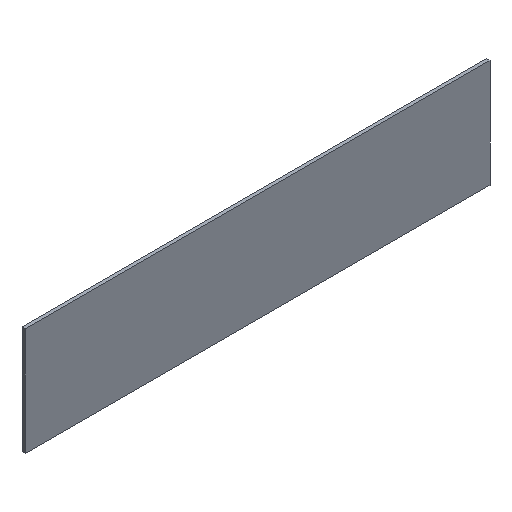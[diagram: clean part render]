
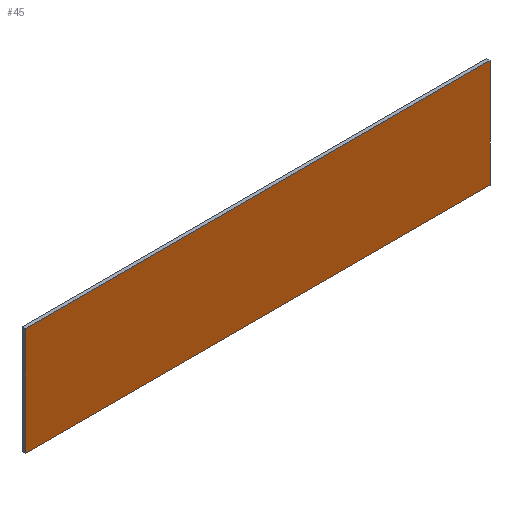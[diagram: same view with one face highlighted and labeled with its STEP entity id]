
A CAD part, isometric view. The second image highlights one B-rep face of the part: STEP entity #45.
In plain terms, the highlighted planar face has unit normal (0, -1, 0).
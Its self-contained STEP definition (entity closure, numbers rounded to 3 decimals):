
#7 = VERTEX_POINT ( 'NONE', #140 ) ;
#11 = CARTESIAN_POINT ( 'NONE',  ( 0., 0., 0. ) ) ;
#20 = CARTESIAN_POINT ( 'NONE',  ( 430., 0., 0. ) ) ;
#21 = ORIENTED_EDGE ( 'NONE', *, *, #31, .F. ) ;
#25 = DIRECTION ( 'NONE',  ( 1., 0., 0. ) ) ;
#26 = LINE ( 'NONE', #11, #29 ) ;
#29 = VECTOR ( 'NONE', #40, 1000. ) ;
#31 = EDGE_CURVE ( 'NONE', #46, #126, #26, .T. ) ;
#34 = EDGE_LOOP ( 'NONE', ( #21, #121, #138, #83 ) ) ;
#38 = EDGE_CURVE ( 'NONE', #7, #46, #86, .T. ) ;
#40 = DIRECTION ( 'NONE',  ( 0., 0., 1. ) ) ;
#41 = CARTESIAN_POINT ( 'NONE',  ( 0., 0., -100. ) ) ;
#45 = ADVANCED_FACE ( 'NONE', ( #52 ), #71, .T. ) ;
#46 = VERTEX_POINT ( 'NONE', #41 ) ;
#52 = FACE_OUTER_BOUND ( 'NONE', #34, .T. ) ;
#66 = VERTEX_POINT ( 'NONE', #111 ) ;
#67 = CARTESIAN_POINT ( 'NONE',  ( 0., 0., 0. ) ) ;
#71 = PLANE ( 'NONE',  #132 ) ;
#76 = VECTOR ( 'NONE', #105, 1000. ) ;
#83 = ORIENTED_EDGE ( 'NONE', *, *, #118, .F. ) ;
#86 = LINE ( 'NONE', #185, #166 ) ;
#87 = DIRECTION ( 'NONE',  ( -1., 0., 0. ) ) ;
#98 = LINE ( 'NONE', #67, #182 ) ;
#102 = LINE ( 'NONE', #20, #76 ) ;
#105 = DIRECTION ( 'NONE',  ( 0., 0., -1. ) ) ;
#110 = CARTESIAN_POINT ( 'NONE',  ( 0., 0., 0. ) ) ;
#111 = CARTESIAN_POINT ( 'NONE',  ( 430., 0., 0. ) ) ;
#118 = EDGE_CURVE ( 'NONE', #126, #66, #98, .T. ) ;
#121 = ORIENTED_EDGE ( 'NONE', *, *, #38, .F. ) ;
#124 = CARTESIAN_POINT ( 'NONE',  ( 0., 0., 0. ) ) ;
#126 = VERTEX_POINT ( 'NONE', #124 ) ;
#132 = AXIS2_PLACEMENT_3D ( 'NONE', #110, #184, #183 ) ;
#138 = ORIENTED_EDGE ( 'NONE', *, *, #148, .F. ) ;
#140 = CARTESIAN_POINT ( 'NONE',  ( 430., 0., -100. ) ) ;
#148 = EDGE_CURVE ( 'NONE', #66, #7, #102, .T. ) ;
#166 = VECTOR ( 'NONE', #87, 1000. ) ;
#182 = VECTOR ( 'NONE', #25, 1000. ) ;
#183 = DIRECTION ( 'NONE',  ( 0., 0., -1. ) ) ;
#184 = DIRECTION ( 'NONE',  ( 0., -1., 0. ) ) ;
#185 = CARTESIAN_POINT ( 'NONE',  ( 0., 0., -100. ) ) ;
